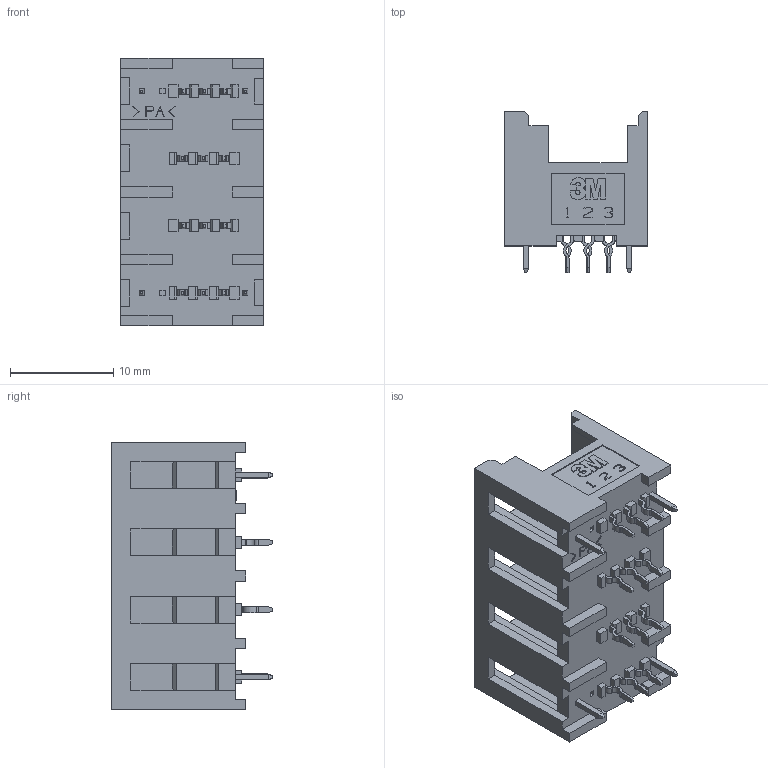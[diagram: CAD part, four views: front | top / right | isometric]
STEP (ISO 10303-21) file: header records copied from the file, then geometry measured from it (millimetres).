
FILE_DESCRIPTION(/* description */ (''),/* implementation_level */ '2;1');
FILE_NAME(/* name */ '37212-62A3-003 PL_STEP.stp',/* time_stamp */ '2008-06-13T15:13:48-05:00',/* author */ (''),/* organization */ (''),/* preprocessor_version */ 'ST-DEVELOPER v11',/* originating_system */ 'UGS - NX 5.0',/* authorisation */ '');
FILE_SCHEMA (('CONFIG_CONTROL_DESIGN'));
Length unit declared in the file: millimetre
Products named in the file (1): 37212-62A3-003 PL_3Dnon-parm
Bounding box: 13.8 x 15.6 x 25.9 mm (x, y, z)
Volume: 1861.1 mm3; surface area: 3160.8 mm2
Topology: 1 solids, 9 shells, 858 faces, 2292 edges, 1492 vertices
Faces by surface type: plane 780, cylinder 72, extrusion 6
Entity records: 26508 total; most frequent: CARTESIAN_POINT 4925, ORIENTED_EDGE 4584, DIRECTION 4136, EDGE_CURVE 2292, VECTOR 2142, LINE 2136, VERTEX_POINT 1492, AXIS2_PLACEMENT_3D 997
